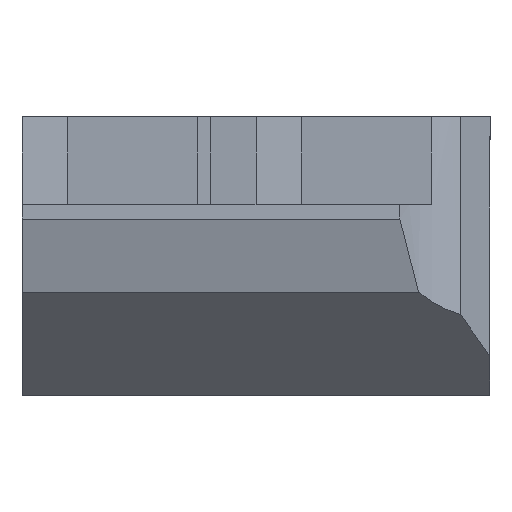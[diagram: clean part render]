
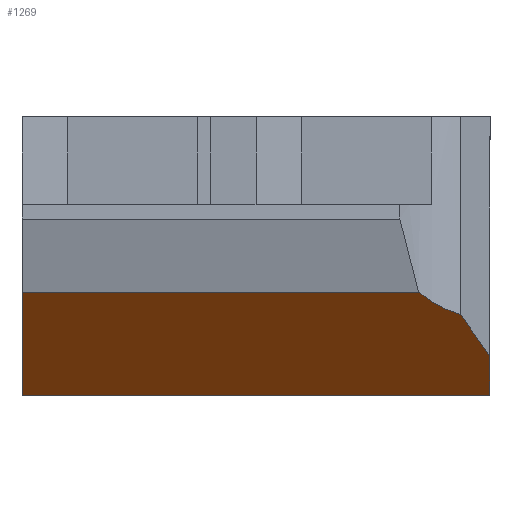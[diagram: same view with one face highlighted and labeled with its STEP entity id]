
A CAD part, left-side view. The second image highlights one B-rep face of the part: STEP entity #1269.
In plain terms, the highlighted planar face has unit normal (-0.707, 0, -0.707).
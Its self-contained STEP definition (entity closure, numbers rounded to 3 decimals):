
#1 = VERTEX_POINT ( 'NONE', #1762 ) ;
#121 = CARTESIAN_POINT ( 'NONE',  ( -98.56, -7., -6.77 ) ) ;
#133 = EDGE_CURVE ( 'NONE', #285, #1696, #2663, .T. ) ;
#157 = VERTEX_POINT ( 'NONE', #444 ) ;
#198 = LINE ( 'NONE', #2232, #855 ) ;
#268 = EDGE_CURVE ( 'NONE', #1696, #1, #491, .T. ) ;
#285 = VERTEX_POINT ( 'NONE', #121 ) ;
#391 = FACE_OUTER_BOUND ( 'NONE', #1455, .T. ) ;
#444 = CARTESIAN_POINT ( 'NONE',  ( -99.33, 8., -6. ) ) ;
#484 = VECTOR ( 'NONE', #580, 1000. ) ;
#491 = LINE ( 'NONE', #2355, #1834 ) ;
#575 = VECTOR ( 'NONE', #1966, 1000. ) ;
#580 = DIRECTION ( 'NONE',  ( 0., -1., 0. ) ) ;
#633 = ORIENTED_EDGE ( 'NONE', *, *, #1960, .F. ) ;
#846 = CARTESIAN_POINT ( 'NONE',  ( -95.805, 135.149, -9.525 ) ) ;
#855 = VECTOR ( 'NONE', #2203, 1000. ) ;
#997 = EDGE_CURVE ( 'NONE', #2567, #1, #2490, .T. ) ;
#1044 = VERTEX_POINT ( 'NONE', #2418 ) ;
#1223 = ORIENTED_EDGE ( 'NONE', *, *, #268, .F. ) ;
#1260 = DIRECTION ( 'NONE',  ( 0.707, 0., -0.707 ) ) ;
#1269 = ADVANCED_FACE ( 'NONE', ( #391 ), #2207, .T. ) ;
#1376 = ORIENTED_EDGE ( 'NONE', *, *, #133, .F. ) ;
#1455 = EDGE_LOOP ( 'NONE', ( #633, #1795, #1223, #1376, #1958, #2961 ) ) ;
#1532 = CARTESIAN_POINT ( 'NONE',  ( -99.33, -5.563, -6. ) ) ;
#1696 = VERTEX_POINT ( 'NONE', #2179 ) ;
#1713 = EDGE_CURVE ( 'NONE', #1044, #285, #1841, .T. ) ;
#1756 = AXIS2_PLACEMENT_3D ( 'NONE', #3394, #2897, #3147 ) ;
#1762 = CARTESIAN_POINT ( 'NONE',  ( -95.805, -8., -9.525 ) ) ;
#1789 = DIRECTION ( 'NONE',  ( -0.707, 0., 0.707 ) ) ;
#1795 = ORIENTED_EDGE ( 'NONE', *, *, #997, .T. ) ;
#1834 = VECTOR ( 'NONE', #1260, 1000. ) ;
#1841 =( BOUNDED_CURVE ( )  B_SPLINE_CURVE ( 3, ( #1532, #2034, #2986, #2056 ),
 .UNSPECIFIED., .F., .F. ) 
 B_SPLINE_CURVE_WITH_KNOTS ( ( 4, 4 ),
 ( 5.591, 5.991 ),
 .UNSPECIFIED. ) 
 CURVE ( )  GEOMETRIC_REPRESENTATION_ITEM ( )  RATIONAL_B_SPLINE_CURVE ( ( 1., 0.987, 0.987, 1. ) ) 
 REPRESENTATION_ITEM ( '' )  );
#1857 = LINE ( 'NONE', #2576, #3209 ) ;
#1958 = ORIENTED_EDGE ( 'NONE', *, *, #1713, .F. ) ;
#1960 = EDGE_CURVE ( 'NONE', #2567, #157, #1857, .T. ) ;
#1966 = DIRECTION ( 'NONE',  ( 0.634, -0.444, -0.634 ) ) ;
#2034 = CARTESIAN_POINT ( 'NONE',  ( -98.979, -5.987, -6.351 ) ) ;
#2056 = CARTESIAN_POINT ( 'NONE',  ( -98.56, -7., -6.77 ) ) ;
#2110 = CARTESIAN_POINT ( 'NONE',  ( -95.805, 8., -9.525 ) ) ;
#2179 = CARTESIAN_POINT ( 'NONE',  ( -97.132, -8., -8.198 ) ) ;
#2203 = DIRECTION ( 'NONE',  ( 0., -1., 0. ) ) ;
#2207 = PLANE ( 'NONE',  #1756 ) ;
#2232 = CARTESIAN_POINT ( 'NONE',  ( -99.33, 135.149, -6. ) ) ;
#2355 = CARTESIAN_POINT ( 'NONE',  ( -97.903, -8., -7.428 ) ) ;
#2378 = EDGE_CURVE ( 'NONE', #157, #1044, #198, .T. ) ;
#2418 = CARTESIAN_POINT ( 'NONE',  ( -99.33, -5.563, -6. ) ) ;
#2490 = LINE ( 'NONE', #846, #484 ) ;
#2567 = VERTEX_POINT ( 'NONE', #2110 ) ;
#2576 = CARTESIAN_POINT ( 'NONE',  ( -97.903, 8., -7.428 ) ) ;
#2663 = LINE ( 'NONE', #3011, #575 ) ;
#2897 = DIRECTION ( 'NONE',  ( -0.707, 0., -0.707 ) ) ;
#2961 = ORIENTED_EDGE ( 'NONE', *, *, #2378, .F. ) ;
#2986 = CARTESIAN_POINT ( 'NONE',  ( -98.718, -6.473, -6.612 ) ) ;
#3011 = CARTESIAN_POINT ( 'NONE',  ( -153.842, 31.709, 48.512 ) ) ;
#3147 = DIRECTION ( 'NONE',  ( -0.707, 0., 0.707 ) ) ;
#3209 = VECTOR ( 'NONE', #1789, 1000. ) ;
#3394 = CARTESIAN_POINT ( 'NONE',  ( -99.33, 135.149, -6. ) ) ;
